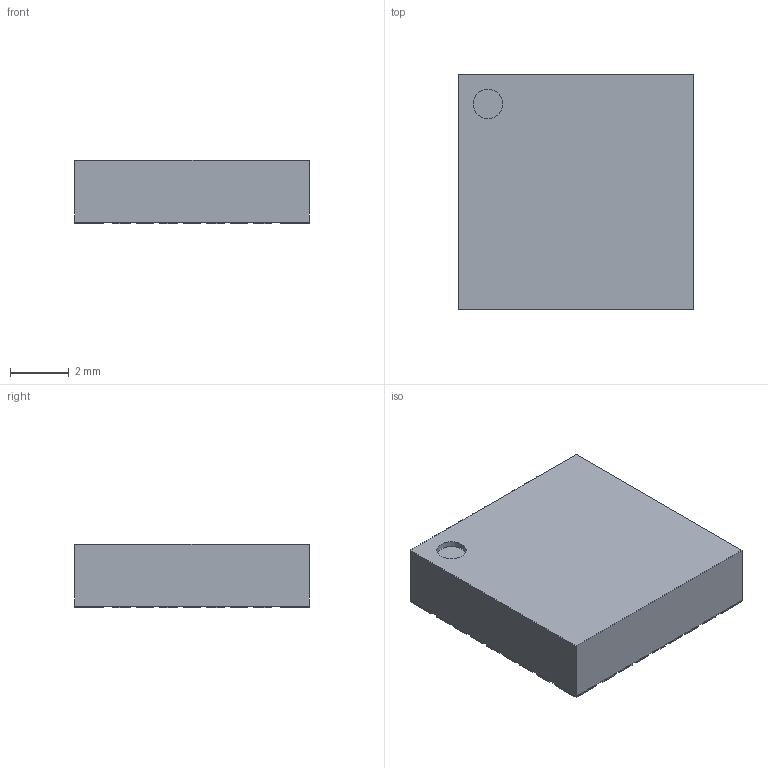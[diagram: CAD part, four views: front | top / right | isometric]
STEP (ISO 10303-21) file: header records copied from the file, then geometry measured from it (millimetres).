
FILE_DESCRIPTION( ( '' ), ' ' );
FILE_NAME( '5be9c127906a32150aed0963.step', '2018-11-12T18:06:31', ( '' ), ( '' ), ' ', ' ', ' ' );
FILE_SCHEMA( ( 'AUTOMOTIVE_DESIGN { 1 0 10303 214 1 1 1 1 }' ) );
Length unit declared in the file: metre
Products named in the file (33): User Library-PQFN32_8X8X2_1MM_22; User Library-PQFN32_8X8X2_1MM_23; User Library-PQFN32_8X8X2_1MM_24; User Library-PQFN32_8X8X2_1MM_25; User Library-PQFN32_8X8X2_1MM_26; User Library-PQFN32_8X8X2_1MM_27; User Library-PQFN32_8X8X2_1MM_28; User Library-PQFN32_8X8X2_1MM_29; User Library-PQFN32_8X8X2_1MM_30; User Library-PQFN32_8X8X2_1MM_31; User Library-PQFN32_8X8X2_1MM_32; User Library-PQFN32_8X8X2_1MM_33; User Library-PQFN32_8X8X2_1MM_21; User Library-PQFN32_8X8X2_1MM_20; User Library-PQFN32_8X8X2_1MM_19; User Library-PQFN32_8X8X2_1MM_18; User Library-PQFN32_8X8X2_1MM_17; User Library-PQFN32_8X8X2_1MM_16; User Library-PQFN32_8X8X2_1MM_15; User Library-PQFN32_8X8X2_1MM_14; User Library-PQFN32_8X8X2_1MM_13; User Library-PQFN32_8X8X2_1MM_12; User Library-PQFN32_8X8X2_1MM_11; User Library-PQFN32_8X8X2_1MM_10; User Library-PQFN32_8X8X2_1MM_9; User Library-PQFN32_8X8X2_1MM_8; User Library-PQFN32_8X8X2_1MM_7; User Library-PQFN32_8X8X2_1MM_6; User Library-PQFN32_8X8X2_1MM_5; User Library-PQFN32_8X8X2_1MM_4; User Library-PQFN32_8X8X2_1MM_3; User Library-PQFN32_8X8X2_1MM_2; User Library-PQFN32_8X8X2_1MM_1
Bounding box: 8 x 8 x 2.15 mm (x, y, z)
Volume: 135.3 mm3; surface area: 242.7 mm2
Topology: 33 solids, 33 shells, 200 faces, 399 edges, 266 vertices
Faces by surface type: plane 199, cylinder 1
Full cylindrical faces by diameter (mm): 1 x1
Entity records: 6996 total; most frequent: CARTESIAN_POINT 897, DIRECTION 866, ORIENTED_EDGE 796, EDGE_CURVE 398, LINE 396, VECTOR 396, VERTEX_POINT 266, AXIS2_PLACEMENT_3D 235
